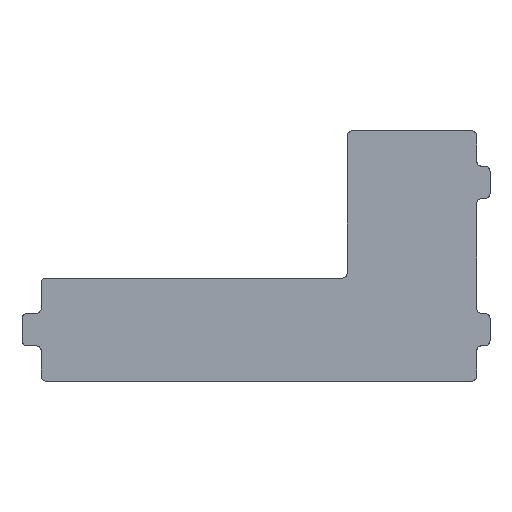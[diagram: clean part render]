
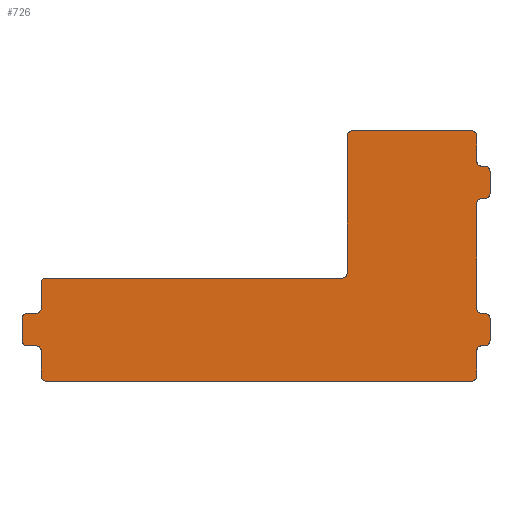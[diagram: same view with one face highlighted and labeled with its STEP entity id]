
A CAD part, top view. The second image highlights one B-rep face of the part: STEP entity #726.
In plain terms, the highlighted planar face has unit normal (0, 0, 1).
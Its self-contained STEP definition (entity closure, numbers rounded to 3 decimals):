
#44=CIRCLE('',#786,1.7);
#45=CIRCLE('',#787,1.7);
#46=CIRCLE('',#788,1.7);
#47=CIRCLE('',#789,1.7);
#48=CIRCLE('',#790,1.7);
#49=CIRCLE('',#791,1.7);
#50=CIRCLE('',#792,1.7);
#51=CIRCLE('',#793,1.7);
#52=CIRCLE('',#794,1.7);
#53=CIRCLE('',#795,1.7);
#54=CIRCLE('',#796,1.7);
#55=CIRCLE('',#797,1.7);
#56=CIRCLE('',#798,1.7);
#57=CIRCLE('',#799,1.7);
#58=CIRCLE('',#800,1.7);
#59=CIRCLE('',#801,1.7);
#60=CIRCLE('',#802,1.7);
#61=CIRCLE('',#803,1.7);
#158=ORIENTED_EDGE('',*,*,#308,.F.);
#159=ORIENTED_EDGE('',*,*,#368,.T.);
#160=ORIENTED_EDGE('',*,*,#304,.F.);
#161=ORIENTED_EDGE('',*,*,#369,.T.);
#162=ORIENTED_EDGE('',*,*,#335,.F.);
#163=ORIENTED_EDGE('',*,*,#370,.T.);
#164=ORIENTED_EDGE('',*,*,#300,.F.);
#165=ORIENTED_EDGE('',*,*,#371,.T.);
#166=ORIENTED_EDGE('',*,*,#294,.F.);
#167=ORIENTED_EDGE('',*,*,#372,.T.);
#168=ORIENTED_EDGE('',*,*,#292,.F.);
#169=ORIENTED_EDGE('',*,*,#373,.T.);
#170=ORIENTED_EDGE('',*,*,#342,.F.);
#171=ORIENTED_EDGE('',*,*,#374,.T.);
#172=ORIENTED_EDGE('',*,*,#332,.F.);
#173=ORIENTED_EDGE('',*,*,#375,.T.);
#174=ORIENTED_EDGE('',*,*,#329,.F.);
#175=ORIENTED_EDGE('',*,*,#376,.T.);
#176=ORIENTED_EDGE('',*,*,#327,.F.);
#177=ORIENTED_EDGE('',*,*,#377,.T.);
#178=ORIENTED_EDGE('',*,*,#353,.F.);
#179=ORIENTED_EDGE('',*,*,#378,.T.);
#180=ORIENTED_EDGE('',*,*,#366,.F.);
#181=ORIENTED_EDGE('',*,*,#379,.T.);
#182=ORIENTED_EDGE('',*,*,#360,.F.);
#183=ORIENTED_EDGE('',*,*,#380,.T.);
#184=ORIENTED_EDGE('',*,*,#358,.F.);
#185=ORIENTED_EDGE('',*,*,#381,.T.);
#186=ORIENTED_EDGE('',*,*,#349,.F.);
#187=ORIENTED_EDGE('',*,*,#382,.T.);
#188=ORIENTED_EDGE('',*,*,#347,.F.);
#189=ORIENTED_EDGE('',*,*,#383,.T.);
#190=ORIENTED_EDGE('',*,*,#339,.F.);
#191=ORIENTED_EDGE('',*,*,#384,.T.);
#192=ORIENTED_EDGE('',*,*,#312,.F.);
#193=ORIENTED_EDGE('',*,*,#385,.T.);
#292=EDGE_CURVE('',#400,#401,#472,.T.);
#294=EDGE_CURVE('',#402,#403,#474,.T.);
#300=EDGE_CURVE('',#408,#409,#480,.T.);
#304=EDGE_CURVE('',#412,#413,#484,.T.);
#308=EDGE_CURVE('',#416,#417,#488,.T.);
#312=EDGE_CURVE('',#420,#421,#492,.T.);
#327=EDGE_CURVE('',#434,#435,#501,.T.);
#329=EDGE_CURVE('',#436,#437,#503,.T.);
#332=EDGE_CURVE('',#438,#439,#506,.T.);
#335=EDGE_CURVE('',#440,#441,#509,.T.);
#339=EDGE_CURVE('',#444,#445,#513,.T.);
#342=EDGE_CURVE('',#446,#447,#516,.T.);
#347=EDGE_CURVE('',#450,#451,#521,.T.);
#349=EDGE_CURVE('',#452,#453,#523,.T.);
#353=EDGE_CURVE('',#456,#457,#527,.T.);
#358=EDGE_CURVE('',#460,#461,#532,.T.);
#360=EDGE_CURVE('',#462,#463,#534,.T.);
#366=EDGE_CURVE('',#468,#469,#540,.T.);
#368=EDGE_CURVE('',#416,#413,#44,.F.);
#369=EDGE_CURVE('',#412,#441,#45,.T.);
#370=EDGE_CURVE('',#440,#409,#46,.T.);
#371=EDGE_CURVE('',#408,#403,#47,.F.);
#372=EDGE_CURVE('',#402,#401,#48,.F.);
#373=EDGE_CURVE('',#400,#447,#49,.T.);
#374=EDGE_CURVE('',#446,#439,#50,.F.);
#375=EDGE_CURVE('',#438,#437,#51,.F.);
#376=EDGE_CURVE('',#436,#435,#52,.T.);
#377=EDGE_CURVE('',#434,#457,#53,.F.);
#378=EDGE_CURVE('',#456,#469,#54,.T.);
#379=EDGE_CURVE('',#468,#463,#55,.F.);
#380=EDGE_CURVE('',#462,#461,#56,.F.);
#381=EDGE_CURVE('',#460,#453,#57,.T.);
#382=EDGE_CURVE('',#452,#451,#58,.F.);
#383=EDGE_CURVE('',#450,#445,#59,.F.);
#384=EDGE_CURVE('',#444,#421,#60,.T.);
#385=EDGE_CURVE('',#420,#417,#61,.F.);
#400=VERTEX_POINT('',#1065);
#401=VERTEX_POINT('',#1067);
#402=VERTEX_POINT('',#1071);
#403=VERTEX_POINT('',#1072);
#408=VERTEX_POINT('',#1083);
#409=VERTEX_POINT('',#1085);
#412=VERTEX_POINT('',#1092);
#413=VERTEX_POINT('',#1094);
#416=VERTEX_POINT('',#1101);
#417=VERTEX_POINT('',#1103);
#420=VERTEX_POINT('',#1110);
#421=VERTEX_POINT('',#1112);
#434=VERTEX_POINT('',#1141);
#435=VERTEX_POINT('',#1143);
#436=VERTEX_POINT('',#1147);
#437=VERTEX_POINT('',#1148);
#438=VERTEX_POINT('',#1153);
#439=VERTEX_POINT('',#1154);
#440=VERTEX_POINT('',#1159);
#441=VERTEX_POINT('',#1160);
#444=VERTEX_POINT('',#1166);
#445=VERTEX_POINT('',#1168);
#446=VERTEX_POINT('',#1171);
#447=VERTEX_POINT('',#1173);
#450=VERTEX_POINT('',#1181);
#451=VERTEX_POINT('',#1183);
#452=VERTEX_POINT('',#1187);
#453=VERTEX_POINT('',#1188);
#456=VERTEX_POINT('',#1194);
#457=VERTEX_POINT('',#1196);
#460=VERTEX_POINT('',#1204);
#461=VERTEX_POINT('',#1206);
#462=VERTEX_POINT('',#1210);
#463=VERTEX_POINT('',#1211);
#468=VERTEX_POINT('',#1222);
#469=VERTEX_POINT('',#1224);
#472=LINE('',#1066,#544);
#474=LINE('',#1070,#546);
#480=LINE('',#1084,#552);
#484=LINE('',#1093,#556);
#488=LINE('',#1102,#560);
#492=LINE('',#1111,#564);
#501=LINE('',#1142,#573);
#503=LINE('',#1146,#575);
#506=LINE('',#1152,#578);
#509=LINE('',#1158,#581);
#513=LINE('',#1167,#585);
#516=LINE('',#1172,#588);
#521=LINE('',#1182,#593);
#523=LINE('',#1186,#595);
#527=LINE('',#1195,#599);
#532=LINE('',#1205,#604);
#534=LINE('',#1209,#606);
#540=LINE('',#1223,#612);
#544=VECTOR('',#843,1000.);
#546=VECTOR('',#847,1000.);
#552=VECTOR('',#855,1000.);
#556=VECTOR('',#861,1000.);
#560=VECTOR('',#867,1000.);
#564=VECTOR('',#873,1000.);
#573=VECTOR('',#898,1000.);
#575=VECTOR('',#902,1000.);
#578=VECTOR('',#907,1000.);
#581=VECTOR('',#912,1000.);
#585=VECTOR('',#916,1000.);
#588=VECTOR('',#919,1000.);
#593=VECTOR('',#926,1000.);
#595=VECTOR('',#930,1000.);
#599=VECTOR('',#934,1000.);
#604=VECTOR('',#941,1000.);
#606=VECTOR('',#945,1000.);
#612=VECTOR('',#953,1000.);
#630=EDGE_LOOP('',(#158,#159,#160,#161,#162,#163,#164,#165,#166,#167,#168,
#169,#170,#171,#172,#173,#174,#175,#176,#177,#178,#179,#180,#181,#182,#183,
#184,#185,#186,#187,#188,#189,#190,#191,#192,#193));
#668=FACE_BOUND('',#630,.T.);
#706=PLANE('',#785);
#726=ADVANCED_FACE('',(#668),#706,.F.);
#785=AXIS2_PLACEMENT_3D('',#1226,#955,#956);
#786=AXIS2_PLACEMENT_3D('',#1227,#957,#958);
#787=AXIS2_PLACEMENT_3D('',#1228,#959,#960);
#788=AXIS2_PLACEMENT_3D('',#1229,#961,#962);
#789=AXIS2_PLACEMENT_3D('',#1230,#963,#964);
#790=AXIS2_PLACEMENT_3D('',#1231,#965,#966);
#791=AXIS2_PLACEMENT_3D('',#1232,#967,#968);
#792=AXIS2_PLACEMENT_3D('',#1233,#969,#970);
#793=AXIS2_PLACEMENT_3D('',#1234,#971,#972);
#794=AXIS2_PLACEMENT_3D('',#1235,#973,#974);
#795=AXIS2_PLACEMENT_3D('',#1236,#975,#976);
#796=AXIS2_PLACEMENT_3D('',#1237,#977,#978);
#797=AXIS2_PLACEMENT_3D('',#1238,#979,#980);
#798=AXIS2_PLACEMENT_3D('',#1239,#981,#982);
#799=AXIS2_PLACEMENT_3D('',#1240,#983,#984);
#800=AXIS2_PLACEMENT_3D('',#1241,#985,#986);
#801=AXIS2_PLACEMENT_3D('',#1242,#987,#988);
#802=AXIS2_PLACEMENT_3D('',#1243,#989,#990);
#803=AXIS2_PLACEMENT_3D('',#1244,#991,#992);
#843=DIRECTION('',(1.,0.,0.));
#847=DIRECTION('',(0.,-1.,0.));
#855=DIRECTION('',(-1.,0.,0.));
#861=DIRECTION('',(1.,0.,0.));
#867=DIRECTION('',(0.,-1.,0.));
#873=DIRECTION('',(-1.,0.,0.));
#898=DIRECTION('',(1.,0.,0.));
#902=DIRECTION('',(0.,1.,0.));
#907=DIRECTION('',(1.,0.,0.));
#912=DIRECTION('',(0.,-1.,0.));
#916=DIRECTION('',(0.,-1.,0.));
#919=DIRECTION('',(0.,-1.,0.));
#926=DIRECTION('',(-1.,0.,0.));
#930=DIRECTION('',(0.,1.,0.));
#934=DIRECTION('',(0.,1.,0.));
#941=DIRECTION('',(-1.,0.,0.));
#945=DIRECTION('',(0.,1.,0.));
#953=DIRECTION('',(1.,0.,0.));
#955=DIRECTION('',(0.,0.,-1.));
#956=DIRECTION('',(-1.,0.,0.));
#957=DIRECTION('',(0.,0.,-1.));
#958=DIRECTION('',(-1.,0.,0.));
#959=DIRECTION('',(0.,0.,-1.));
#960=DIRECTION('',(-1.,0.,0.));
#961=DIRECTION('',(0.,0.,-1.));
#962=DIRECTION('',(-1.,0.,0.));
#963=DIRECTION('',(0.,0.,-1.));
#964=DIRECTION('',(-1.,0.,0.));
#965=DIRECTION('',(0.,0.,-1.));
#966=DIRECTION('',(-1.,0.,0.));
#967=DIRECTION('',(0.,0.,-1.));
#968=DIRECTION('',(-1.,0.,0.));
#969=DIRECTION('',(0.,0.,-1.));
#970=DIRECTION('',(-1.,0.,0.));
#971=DIRECTION('',(0.,0.,-1.));
#972=DIRECTION('',(-1.,0.,0.));
#973=DIRECTION('',(0.,0.,-1.));
#974=DIRECTION('',(-1.,0.,0.));
#975=DIRECTION('',(0.,0.,-1.));
#976=DIRECTION('',(-1.,0.,0.));
#977=DIRECTION('',(0.,0.,-1.));
#978=DIRECTION('',(-1.,0.,0.));
#979=DIRECTION('',(0.,0.,-1.));
#980=DIRECTION('',(-1.,0.,0.));
#981=DIRECTION('',(0.,0.,-1.));
#982=DIRECTION('',(-1.,0.,0.));
#983=DIRECTION('',(0.,0.,-1.));
#984=DIRECTION('',(-1.,0.,0.));
#985=DIRECTION('',(0.,0.,-1.));
#986=DIRECTION('',(-1.,0.,0.));
#987=DIRECTION('',(0.,0.,-1.));
#988=DIRECTION('',(-1.,0.,0.));
#989=DIRECTION('',(0.,0.,-1.));
#990=DIRECTION('',(-1.,0.,0.));
#991=DIRECTION('',(0.,0.,-1.));
#992=DIRECTION('',(-1.,0.,0.));
#1065=CARTESIAN_POINT('',(75.7,55.5,5.));
#1066=CARTESIAN_POINT('',(74.,55.5,5.));
#1067=CARTESIAN_POINT('',(76.8,55.5,5.));
#1070=CARTESIAN_POINT('',(78.5,55.5,5.));
#1071=CARTESIAN_POINT('',(78.5,53.8,5.));
#1072=CARTESIAN_POINT('',(78.5,46.2,5.));
#1083=CARTESIAN_POINT('',(76.8,44.5,5.));
#1084=CARTESIAN_POINT('',(78.5,44.5,5.));
#1085=CARTESIAN_POINT('',(75.7,44.5,5.));
#1092=CARTESIAN_POINT('',(75.7,5.5,5.));
#1093=CARTESIAN_POINT('',(78.5,5.5,5.));
#1094=CARTESIAN_POINT('',(76.8,5.5,5.));
#1101=CARTESIAN_POINT('',(78.5,3.8,5.));
#1102=CARTESIAN_POINT('',(78.5,-5.5,5.));
#1103=CARTESIAN_POINT('',(78.5,-3.8,5.));
#1110=CARTESIAN_POINT('',(76.8,-5.5,5.));
#1111=CARTESIAN_POINT('',(74.,-5.5,5.));
#1112=CARTESIAN_POINT('',(75.7,-5.5,5.));
#1141=CARTESIAN_POINT('',(-72.3,17.5,5.));
#1142=CARTESIAN_POINT('',(-74.,17.5,5.));
#1143=CARTESIAN_POINT('',(28.3,17.5,5.));
#1146=CARTESIAN_POINT('',(30.,67.5,5.));
#1147=CARTESIAN_POINT('',(30.,19.2,5.));
#1148=CARTESIAN_POINT('',(30.,65.8,5.));
#1152=CARTESIAN_POINT('',(74.,67.5,5.));
#1153=CARTESIAN_POINT('',(31.7,67.5,5.));
#1154=CARTESIAN_POINT('',(72.3,67.5,5.));
#1158=CARTESIAN_POINT('',(74.,44.5,5.));
#1159=CARTESIAN_POINT('',(74.,42.8,5.));
#1160=CARTESIAN_POINT('',(74.,7.2,5.));
#1166=CARTESIAN_POINT('',(74.,-7.2,5.));
#1167=CARTESIAN_POINT('',(74.,-5.5,5.));
#1168=CARTESIAN_POINT('',(74.,-15.8,5.));
#1171=CARTESIAN_POINT('',(74.,65.8,5.));
#1172=CARTESIAN_POINT('',(74.,55.5,5.));
#1173=CARTESIAN_POINT('',(74.,57.2,5.));
#1181=CARTESIAN_POINT('',(72.3,-17.5,5.));
#1182=CARTESIAN_POINT('',(-74.,-17.5,5.));
#1183=CARTESIAN_POINT('',(-72.3,-17.5,5.));
#1186=CARTESIAN_POINT('',(-74.,-5.5,5.));
#1187=CARTESIAN_POINT('',(-74.,-15.8,5.));
#1188=CARTESIAN_POINT('',(-74.,-7.2,5.));
#1194=CARTESIAN_POINT('',(-74.,7.2,5.));
#1195=CARTESIAN_POINT('',(-74.,5.5,5.));
#1196=CARTESIAN_POINT('',(-74.,15.8,5.));
#1204=CARTESIAN_POINT('',(-75.7,-5.5,5.));
#1205=CARTESIAN_POINT('',(-80.5,-5.5,5.));
#1206=CARTESIAN_POINT('',(-78.8,-5.5,5.));
#1209=CARTESIAN_POINT('',(-80.5,5.5,5.));
#1210=CARTESIAN_POINT('',(-80.5,-3.8,5.));
#1211=CARTESIAN_POINT('',(-80.5,3.8,5.));
#1222=CARTESIAN_POINT('',(-78.8,5.5,5.));
#1223=CARTESIAN_POINT('',(-80.5,5.5,5.));
#1224=CARTESIAN_POINT('',(-75.7,5.5,5.));
#1226=CARTESIAN_POINT('',(0.,0.,5.));
#1227=CARTESIAN_POINT('',(76.8,3.8,5.));
#1228=CARTESIAN_POINT('',(75.7,7.2,5.));
#1229=CARTESIAN_POINT('',(75.7,42.8,5.));
#1230=CARTESIAN_POINT('',(76.8,46.2,5.));
#1231=CARTESIAN_POINT('',(76.8,53.8,5.));
#1232=CARTESIAN_POINT('',(75.7,57.2,5.));
#1233=CARTESIAN_POINT('',(72.3,65.8,5.));
#1234=CARTESIAN_POINT('',(31.7,65.8,5.));
#1235=CARTESIAN_POINT('',(28.3,19.2,5.));
#1236=CARTESIAN_POINT('',(-72.3,15.8,5.));
#1237=CARTESIAN_POINT('',(-75.7,7.2,5.));
#1238=CARTESIAN_POINT('',(-78.8,3.8,5.));
#1239=CARTESIAN_POINT('',(-78.8,-3.8,5.));
#1240=CARTESIAN_POINT('',(-75.7,-7.2,5.));
#1241=CARTESIAN_POINT('',(-72.3,-15.8,5.));
#1242=CARTESIAN_POINT('',(72.3,-15.8,5.));
#1243=CARTESIAN_POINT('',(75.7,-7.2,5.));
#1244=CARTESIAN_POINT('',(76.8,-3.8,5.));
